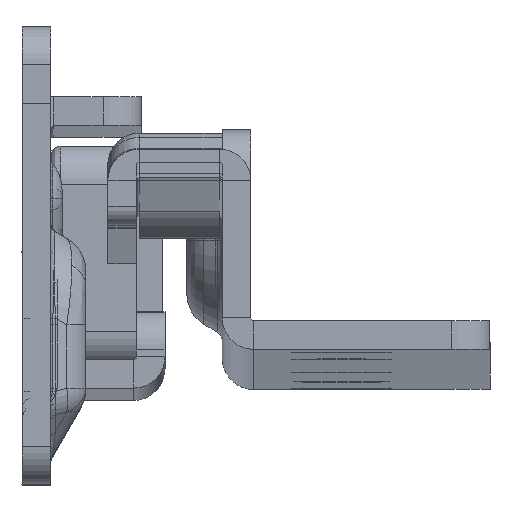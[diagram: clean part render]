
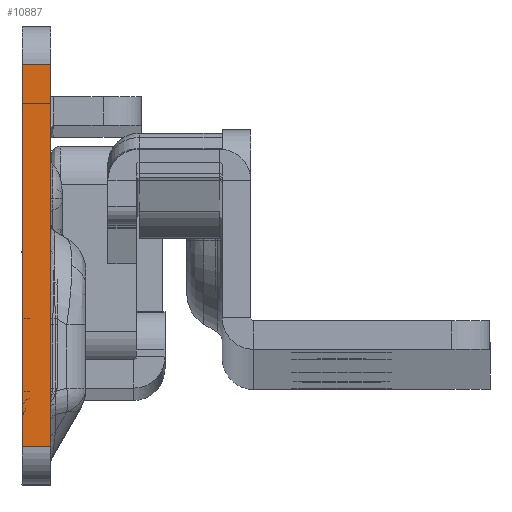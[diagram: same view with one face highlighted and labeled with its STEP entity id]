
A CAD part, top view. The second image highlights one B-rep face of the part: STEP entity #10887.
In plain terms, the highlighted planar face has unit normal (0, 0, 1).
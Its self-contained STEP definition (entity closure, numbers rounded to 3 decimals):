
#346 = AXIS2_PLACEMENT_3D ( 'NONE', #8030, #7674, #15977 ) ;
#676 = CARTESIAN_POINT ( 'NONE',  ( 0., -21.7, 0. ) ) ;
#1001 = VERTEX_POINT ( 'NONE', #676 ) ;
#1217 = DIRECTION ( 'NONE',  ( 1., 0., 0. ) ) ;
#2204 = LINE ( 'NONE', #2293, #16605 ) ;
#2293 = CARTESIAN_POINT ( 'NONE',  ( -142.194, -21.7, 0. ) ) ;
#2627 = VECTOR ( 'NONE', #14221, 1000. ) ;
#3658 = FACE_OUTER_BOUND ( 'NONE', #10058, .T. ) ;
#3832 = PLANE ( 'NONE',  #346 ) ;
#3880 = LINE ( 'NONE', #10744, #9157 ) ;
#4114 = VECTOR ( 'NONE', #16794, 1000. ) ;
#5908 = CARTESIAN_POINT ( 'NONE',  ( 0., -29.094, 0. ) ) ;
#6388 = VERTEX_POINT ( 'NONE', #13711 ) ;
#7674 = DIRECTION ( 'NONE',  ( 0., 0., 1. ) ) ;
#8030 = CARTESIAN_POINT ( 'NONE',  ( -3., -29.094, 0. ) ) ;
#8327 = VERTEX_POINT ( 'NONE', #8520 ) ;
#8520 = CARTESIAN_POINT ( 'NONE',  ( -3., -21.7, 0. ) ) ;
#9157 = VECTOR ( 'NONE', #12271, 1000. ) ;
#9257 = ORIENTED_EDGE ( 'NONE', *, *, #16277, .F. ) ;
#9458 = CARTESIAN_POINT ( 'NONE',  ( -3., 18.3, 0. ) ) ;
#9746 = LINE ( 'NONE', #5908, #4114 ) ;
#10058 = EDGE_LOOP ( 'NONE', ( #16275, #9257, #13491, #13158 ) ) ;
#10744 = CARTESIAN_POINT ( 'NONE',  ( -3., 18.3, 0. ) ) ;
#10887 = ADVANCED_FACE ( 'NONE', ( #3658 ), #3832, .T. ) ;
#11549 = EDGE_CURVE ( 'NONE', #8327, #1001, #2204, .T. ) ;
#12271 = DIRECTION ( 'NONE',  ( 1., 0., 0. ) ) ;
#13158 = ORIENTED_EDGE ( 'NONE', *, *, #11549, .T. ) ;
#13401 = EDGE_CURVE ( 'NONE', #6388, #1001, #9746, .T. ) ;
#13491 = ORIENTED_EDGE ( 'NONE', *, *, #16500, .T. ) ;
#13700 = VERTEX_POINT ( 'NONE', #9458 ) ;
#13711 = CARTESIAN_POINT ( 'NONE',  ( 0., 18.3, 0. ) ) ;
#14221 = DIRECTION ( 'NONE',  ( 0., -1., 0. ) ) ;
#15743 = CARTESIAN_POINT ( 'NONE',  ( -3., -29.094, 0. ) ) ;
#15911 = LINE ( 'NONE', #15743, #2627 ) ;
#15977 = DIRECTION ( 'NONE',  ( 1., 0., 0. ) ) ;
#16275 = ORIENTED_EDGE ( 'NONE', *, *, #13401, .F. ) ;
#16277 = EDGE_CURVE ( 'NONE', #13700, #6388, #3880, .T. ) ;
#16500 = EDGE_CURVE ( 'NONE', #13700, #8327, #15911, .T. ) ;
#16605 = VECTOR ( 'NONE', #1217, 1000. ) ;
#16794 = DIRECTION ( 'NONE',  ( 0., -1., 0. ) ) ;
